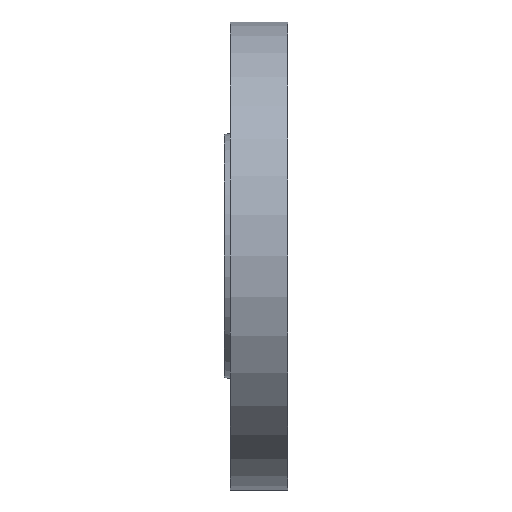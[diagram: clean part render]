
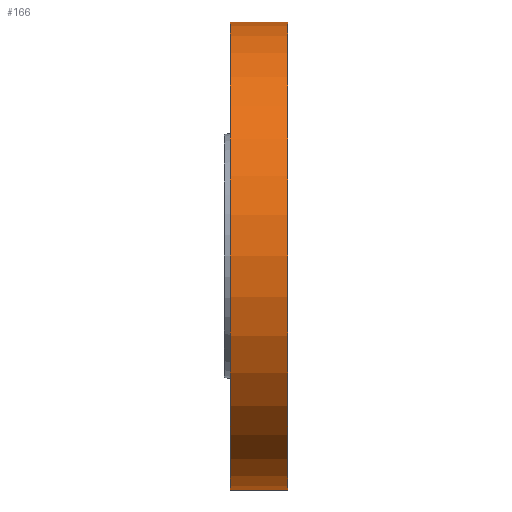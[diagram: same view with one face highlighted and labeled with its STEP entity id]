
A CAD part, left-side view. The second image highlights one B-rep face of the part: STEP entity #166.
In plain terms, the highlighted cylindrical face has radius 110 mm (diameter 220 mm), a partial arc.
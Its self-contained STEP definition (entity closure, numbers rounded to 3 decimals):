
#45 = VERTEX_POINT ( 'NONE', #612 ) ;
#76 = AXIS2_PLACEMENT_3D ( 'NONE', #826, #172, #314 ) ;
#87 = EDGE_CURVE ( 'NONE', #45, #199, #551, .T. ) ;
#120 = CYLINDRICAL_SURFACE ( 'NONE', #407, 110. ) ;
#137 = AXIS2_PLACEMENT_3D ( 'NONE', #596, #590, #796 ) ;
#158 = DIRECTION ( 'NONE',  ( 0., -1., 0. ) ) ;
#161 = ORIENTED_EDGE ( 'NONE', *, *, #393, .F. ) ;
#166 = ADVANCED_FACE ( 'NONE', ( #442 ), #120, .T. ) ;
#172 = DIRECTION ( 'NONE',  ( 0., 1., 0. ) ) ;
#176 = DIRECTION ( 'NONE',  ( 0., 0., -1. ) ) ;
#199 = VERTEX_POINT ( 'NONE', #209 ) ;
#209 = CARTESIAN_POINT ( 'NONE',  ( 0., 27., 110. ) ) ;
#254 = EDGE_LOOP ( 'NONE', ( #161, #585, #649, #259 ) ) ;
#259 = ORIENTED_EDGE ( 'NONE', *, *, #812, .T. ) ;
#265 = CARTESIAN_POINT ( 'NONE',  ( 0., 0., 110. ) ) ;
#288 = LINE ( 'NONE', #420, #429 ) ;
#314 = DIRECTION ( 'NONE',  ( 0., 0., 1. ) ) ;
#333 = VERTEX_POINT ( 'NONE', #793 ) ;
#344 = EDGE_CURVE ( 'NONE', #45, #333, #780, .T. ) ;
#393 = EDGE_CURVE ( 'NONE', #199, #548, #288, .T. ) ;
#407 = AXIS2_PLACEMENT_3D ( 'NONE', #643, #764, #176 ) ;
#420 = CARTESIAN_POINT ( 'NONE',  ( 0., 27., 110. ) ) ;
#429 = VECTOR ( 'NONE', #158, 1000. ) ;
#442 = FACE_OUTER_BOUND ( 'NONE', #254, .T. ) ;
#548 = VERTEX_POINT ( 'NONE', #265 ) ;
#551 = CIRCLE ( 'NONE', #76, 110. ) ;
#585 = ORIENTED_EDGE ( 'NONE', *, *, #87, .F. ) ;
#590 = DIRECTION ( 'NONE',  ( 0., 1., 0. ) ) ;
#595 = VECTOR ( 'NONE', #714, 1000. ) ;
#596 = CARTESIAN_POINT ( 'NONE',  ( 0., 0., 0. ) ) ;
#612 = CARTESIAN_POINT ( 'NONE',  ( 0., 27., -110. ) ) ;
#643 = CARTESIAN_POINT ( 'NONE',  ( 0., 27., 0. ) ) ;
#649 = ORIENTED_EDGE ( 'NONE', *, *, #344, .T. ) ;
#714 = DIRECTION ( 'NONE',  ( 0., -1., 0. ) ) ;
#730 = CARTESIAN_POINT ( 'NONE',  ( 0., 27., -110. ) ) ;
#764 = DIRECTION ( 'NONE',  ( 0., -1., 0. ) ) ;
#780 = LINE ( 'NONE', #730, #595 ) ;
#793 = CARTESIAN_POINT ( 'NONE',  ( 0., 0., -110. ) ) ;
#796 = DIRECTION ( 'NONE',  ( 0., 0., 1. ) ) ;
#812 = EDGE_CURVE ( 'NONE', #333, #548, #820, .T. ) ;
#820 = CIRCLE ( 'NONE', #137, 110. ) ;
#826 = CARTESIAN_POINT ( 'NONE',  ( 0., 27., 0. ) ) ;
